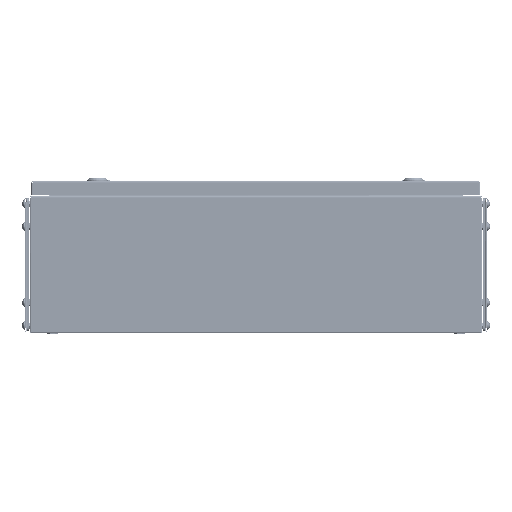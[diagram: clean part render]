
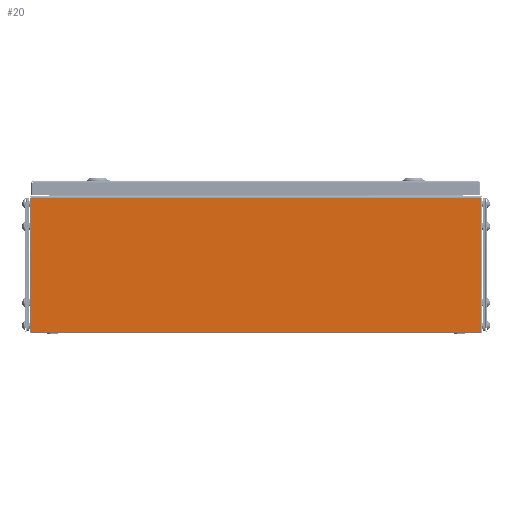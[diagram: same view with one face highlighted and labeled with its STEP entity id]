
A CAD part, left-side view. The second image highlights one B-rep face of the part: STEP entity #20.
In plain terms, the highlighted planar face has unit normal (-1, 0, 0).
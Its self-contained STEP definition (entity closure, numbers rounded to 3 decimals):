
#20 = ADVANCED_FACE ( 'NONE', ( #15033 ), #1267, .F. ) ;
#309 = DIRECTION ( 'NONE',  ( 0., 0., 1. ) ) ;
#1267 = PLANE ( 'NONE',  #62730 ) ;
#4199 = ORIENTED_EDGE ( 'NONE', *, *, #56558, .T. ) ;
#6594 = EDGE_LOOP ( 'NONE', ( #29028, #4199, #9678, #40207 ) ) ;
#6790 = VECTOR ( 'NONE', #53297, 1000. ) ;
#9678 = ORIENTED_EDGE ( 'NONE', *, *, #55306, .F. ) ;
#12066 = VERTEX_POINT ( 'NONE', #35419 ) ;
#15033 = FACE_OUTER_BOUND ( 'NONE', #6594, .T. ) ;
#19461 = VECTOR ( 'NONE', #58309, 1000. ) ;
#21063 = DIRECTION ( 'NONE',  ( 0., 0., -1. ) ) ;
#24336 = VERTEX_POINT ( 'NONE', #63523 ) ;
#24459 = EDGE_CURVE ( 'NONE', #32442, #12066, #57880, .T. ) ;
#25979 = VERTEX_POINT ( 'NONE', #29226 ) ;
#26527 = LINE ( 'NONE', #85093, #76997 ) ;
#29028 = ORIENTED_EDGE ( 'NONE', *, *, #24459, .T. ) ;
#29226 = CARTESIAN_POINT ( 'NONE',  ( -250., -295.5, 1. ) ) ;
#32442 = VERTEX_POINT ( 'NONE', #40128 ) ;
#35419 = CARTESIAN_POINT ( 'NONE',  ( -250., 295.5, 177.5 ) ) ;
#36988 = DIRECTION ( 'NONE',  ( 0., 0., -1. ) ) ;
#40128 = CARTESIAN_POINT ( 'NONE',  ( -250., -295.5, 177.5 ) ) ;
#40207 = ORIENTED_EDGE ( 'NONE', *, *, #64905, .T. ) ;
#40792 = CARTESIAN_POINT ( 'NONE',  ( -250., 295.5, 1. ) ) ;
#47230 = LINE ( 'NONE', #60157, #70617 ) ;
#53297 = DIRECTION ( 'NONE',  ( 0., 1., 0. ) ) ;
#55306 = EDGE_CURVE ( 'NONE', #25979, #24336, #66674, .T. ) ;
#56558 = EDGE_CURVE ( 'NONE', #12066, #24336, #26527, .T. ) ;
#57880 = LINE ( 'NONE', #83326, #19461 ) ;
#58309 = DIRECTION ( 'NONE',  ( 0., 1., 0. ) ) ;
#60157 = CARTESIAN_POINT ( 'NONE',  ( -250., -295.5, 0. ) ) ;
#60711 = DIRECTION ( 'NONE',  ( 1., 0., 0. ) ) ;
#62730 = AXIS2_PLACEMENT_3D ( 'NONE', #80106, #60711, #21063 ) ;
#63523 = CARTESIAN_POINT ( 'NONE',  ( -250., 295.5, 1. ) ) ;
#64905 = EDGE_CURVE ( 'NONE', #25979, #32442, #47230, .T. ) ;
#66674 = LINE ( 'NONE', #40792, #6790 ) ;
#70617 = VECTOR ( 'NONE', #309, 1000. ) ;
#76997 = VECTOR ( 'NONE', #36988, 1000. ) ;
#80106 = CARTESIAN_POINT ( 'NONE',  ( -250., 0., 0. ) ) ;
#83326 = CARTESIAN_POINT ( 'NONE',  ( -250., -295.5, 177.5 ) ) ;
#85093 = CARTESIAN_POINT ( 'NONE',  ( -250., 295.5, 0. ) ) ;
